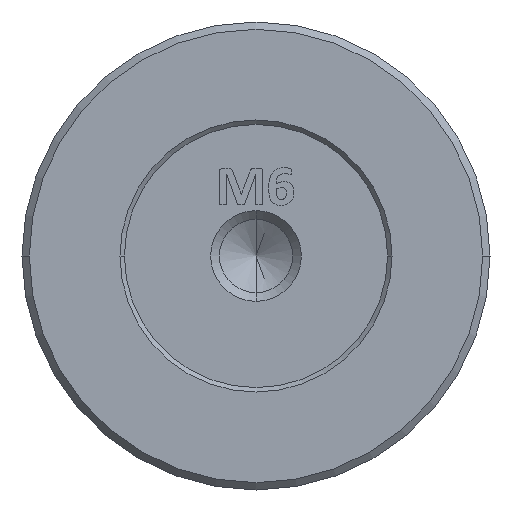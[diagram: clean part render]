
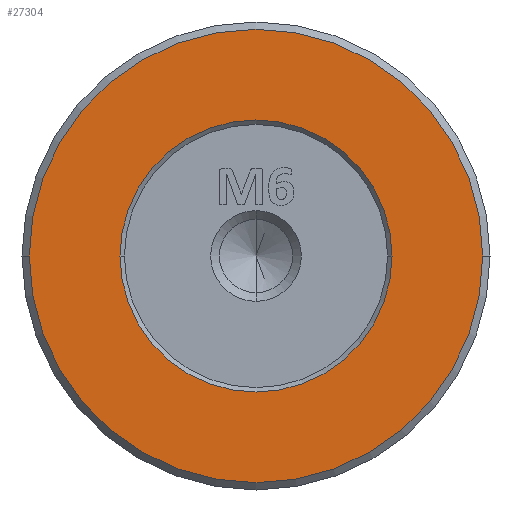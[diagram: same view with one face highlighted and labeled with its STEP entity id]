
A CAD part, left-side view. The second image highlights one B-rep face of the part: STEP entity #27304.
In plain terms, the highlighted planar face has unit normal (-1, 0, 0).
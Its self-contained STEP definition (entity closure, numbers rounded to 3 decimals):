
#243 = ORIENTED_EDGE ( 'NONE', *, *, #2296, .T. ) ;
#490 = DIRECTION ( 'NONE',  ( 1., 0., 0. ) ) ;
#650 = DIRECTION ( 'NONE',  ( -1., 0., 0. ) ) ;
#1749 = VERTEX_POINT ( 'NONE', #2067 ) ;
#2067 = CARTESIAN_POINT ( 'NONE',  ( -97.622, -11.436, 6.822 ) ) ;
#2296 = EDGE_CURVE ( 'NONE', #24868, #3026, #24034, .T. ) ;
#2872 = EDGE_LOOP ( 'NONE', ( #243, #12053 ) ) ;
#2874 = AXIS2_PLACEMENT_3D ( 'NONE', #16516, #7541, #7400 ) ;
#3026 = VERTEX_POINT ( 'NONE', #27348 ) ;
#4110 = DIRECTION ( 'NONE',  ( 1., 0., 0. ) ) ;
#4839 = CIRCLE ( 'NONE', #28686, 9.3 ) ;
#5390 = CARTESIAN_POINT ( 'NONE',  ( -97.622, 4.064, 6.822 ) ) ;
#5953 = EDGE_LOOP ( 'NONE', ( #6680, #17351 ) ) ;
#6496 = DIRECTION ( 'NONE',  ( 0., -1., 0. ) ) ;
#6680 = ORIENTED_EDGE ( 'NONE', *, *, #9038, .T. ) ;
#7400 = DIRECTION ( 'NONE',  ( 0., -1., 0. ) ) ;
#7541 = DIRECTION ( 'NONE',  ( -1., 0., 0. ) ) ;
#8493 = DIRECTION ( 'NONE',  ( 0., -1., 0. ) ) ;
#8960 = CARTESIAN_POINT ( 'NONE',  ( -97.622, 19.564, 6.822 ) ) ;
#9038 = EDGE_CURVE ( 'NONE', #25378, #1749, #24837, .T. ) ;
#9583 = DIRECTION ( 'NONE',  ( 0., -1., 0. ) ) ;
#12053 = ORIENTED_EDGE ( 'NONE', *, *, #24042, .T. ) ;
#14527 = FACE_BOUND ( 'NONE', #2872, .T. ) ;
#14947 = AXIS2_PLACEMENT_3D ( 'NONE', #20370, #490, #9583 ) ;
#16516 = CARTESIAN_POINT ( 'NONE',  ( -97.622, 4.064, 6.822 ) ) ;
#16986 = CARTESIAN_POINT ( 'NONE',  ( -97.622, -5.236, 6.822 ) ) ;
#17351 = ORIENTED_EDGE ( 'NONE', *, *, #22835, .T. ) ;
#20370 = CARTESIAN_POINT ( 'NONE',  ( -97.622, 4.064, 6.822 ) ) ;
#21030 = CIRCLE ( 'NONE', #24415, 15.5 ) ;
#21407 = CARTESIAN_POINT ( 'NONE',  ( -97.622, 4.064, 6.822 ) ) ;
#22835 = EDGE_CURVE ( 'NONE', #1749, #25378, #21030, .T. ) ;
#23634 = DIRECTION ( 'NONE',  ( -1., 0., 0. ) ) ;
#23985 = AXIS2_PLACEMENT_3D ( 'NONE', #21407, #650, #27997 ) ;
#24034 = CIRCLE ( 'NONE', #14947, 9.3 ) ;
#24042 = EDGE_CURVE ( 'NONE', #3026, #24868, #4839, .T. ) ;
#24415 = AXIS2_PLACEMENT_3D ( 'NONE', #5390, #23634, #8493 ) ;
#24449 = CARTESIAN_POINT ( 'NONE',  ( -97.622, 4.064, 6.822 ) ) ;
#24837 = CIRCLE ( 'NONE', #2874, 15.5 ) ;
#24868 = VERTEX_POINT ( 'NONE', #16986 ) ;
#25378 = VERTEX_POINT ( 'NONE', #8960 ) ;
#25617 = FACE_OUTER_BOUND ( 'NONE', #5953, .T. ) ;
#25763 = PLANE ( 'NONE',  #23985 ) ;
#27304 = ADVANCED_FACE ( 'NONE', ( #14527, #25617 ), #25763, .T. ) ;
#27348 = CARTESIAN_POINT ( 'NONE',  ( -97.622, 13.364, 6.822 ) ) ;
#27997 = DIRECTION ( 'NONE',  ( 0., 1., 0. ) ) ;
#28686 = AXIS2_PLACEMENT_3D ( 'NONE', #24449, #4110, #6496 ) ;
